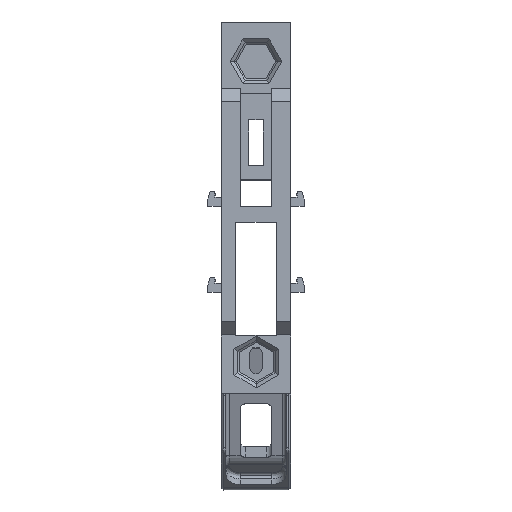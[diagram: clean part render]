
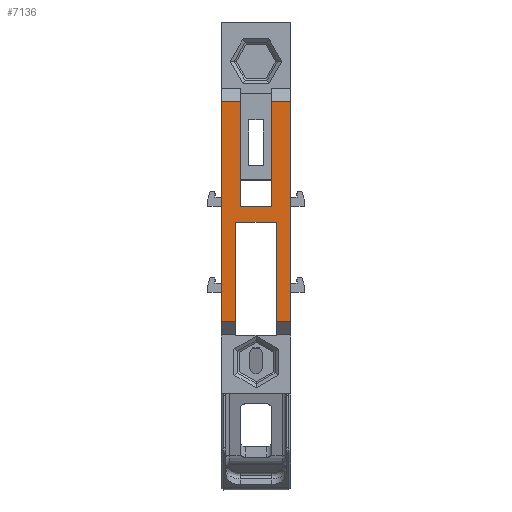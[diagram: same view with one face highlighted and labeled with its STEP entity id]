
A CAD part, top view. The second image highlights one B-rep face of the part: STEP entity #7136.
In plain terms, the highlighted planar face has unit normal (0, 0, 1).
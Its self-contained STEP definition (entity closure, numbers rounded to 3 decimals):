
#6204=CARTESIAN_POINT('',(8.85,681.771,-13.196));
#6205=VERTEX_POINT('',#6204);
#6212=CARTESIAN_POINT('',(8.85,741.341,-13.196));
#6213=VERTEX_POINT('',#6212);
#6214=CARTESIAN_POINT('',(8.85,741.341,-13.196));
#6215=DIRECTION('',(-0.,-1.,-0.));
#6216=VECTOR('',#6215,59.57);
#6217=LINE('',#6214,#6216);
#6218=EDGE_CURVE('',#6213,#6205,#6217,.T.);
#6993=CARTESIAN_POINT('',(19.6,741.341,-13.196));
#6994=VERTEX_POINT('',#6993);
#6995=CARTESIAN_POINT('',(19.6,741.341,-13.196));
#6996=DIRECTION('',(-1.,-0.,0.));
#6997=VECTOR('',#6996,10.75);
#6998=LINE('',#6995,#6997);
#6999=EDGE_CURVE('',#6994,#6213,#6998,.T.);
#7023=CARTESIAN_POINT('',(-8.85,741.341,-13.196));
#7024=VERTEX_POINT('',#7023);
#7025=CARTESIAN_POINT('',(-19.6,741.341,-13.196));
#7026=VERTEX_POINT('',#7025);
#7027=CARTESIAN_POINT('',(-8.85,741.341,-13.196));
#7028=DIRECTION('',(-1.,-0.,0.));
#7029=VECTOR('',#7028,10.75);
#7030=LINE('',#7027,#7029);
#7031=EDGE_CURVE('',#7024,#7026,#7030,.T.);
#7058=CARTESIAN_POINT('',(17.,679.071,-13.196));
#7059=DIRECTION('',(0.,0.,1.));
#7060=DIRECTION('',(1.,0.,0.));
#7061=AXIS2_PLACEMENT_3D('',#7058,#7059,#7060);
#7062=PLANE('',#7061);
#7063=ORIENTED_EDGE('',*,*,#6999,.T.);
#7064=ORIENTED_EDGE('',*,*,#6218,.T.);
#7065=CARTESIAN_POINT('',(-8.85,681.771,-13.196));
#7066=VERTEX_POINT('',#7065);
#7067=CARTESIAN_POINT('',(8.85,681.771,-13.196));
#7068=DIRECTION('',(-1.,-0.,0.));
#7069=VECTOR('',#7068,17.7);
#7070=LINE('',#7067,#7069);
#7071=EDGE_CURVE('',#6205,#7066,#7070,.T.);
#7072=ORIENTED_EDGE('',*,*,#7071,.T.);
#7073=CARTESIAN_POINT('',(-8.85,681.771,-13.196));
#7074=DIRECTION('',(0.,1.,0.));
#7075=VECTOR('',#7074,59.57);
#7076=LINE('',#7073,#7075);
#7077=EDGE_CURVE('',#7066,#7024,#7076,.T.);
#7078=ORIENTED_EDGE('',*,*,#7077,.T.);
#7079=ORIENTED_EDGE('',*,*,#7031,.T.);
#7080=CARTESIAN_POINT('',(-19.6,616.801,-13.196));
#7081=VERTEX_POINT('',#7080);
#7082=CARTESIAN_POINT('',(-19.6,616.801,-13.196));
#7083=DIRECTION('',(0.,1.,0.));
#7084=VECTOR('',#7083,124.54);
#7085=LINE('',#7082,#7084);
#7086=EDGE_CURVE('',#7081,#7026,#7085,.T.);
#7087=ORIENTED_EDGE('',*,*,#7086,.F.);
#7088=CARTESIAN_POINT('',(-11.5,616.801,-13.196));
#7089=VERTEX_POINT('',#7088);
#7090=CARTESIAN_POINT('',(-11.5,616.801,-13.196));
#7091=DIRECTION('',(-1.,-0.,0.));
#7092=VECTOR('',#7091,8.1);
#7093=LINE('',#7090,#7092);
#7094=EDGE_CURVE('',#7089,#7081,#7093,.T.);
#7095=ORIENTED_EDGE('',*,*,#7094,.F.);
#7096=CARTESIAN_POINT('',(-11.5,673.021,-13.196));
#7097=VERTEX_POINT('',#7096);
#7098=CARTESIAN_POINT('',(-11.5,673.021,-13.196));
#7099=DIRECTION('',(-0.,-1.,-0.));
#7100=VECTOR('',#7099,56.22);
#7101=LINE('',#7098,#7100);
#7102=EDGE_CURVE('',#7097,#7089,#7101,.T.);
#7103=ORIENTED_EDGE('',*,*,#7102,.F.);
#7104=CARTESIAN_POINT('',(11.5,673.021,-13.196));
#7105=VERTEX_POINT('',#7104);
#7106=CARTESIAN_POINT('',(-11.5,673.021,-13.196));
#7107=DIRECTION('',(1.,0.,-0.));
#7108=VECTOR('',#7107,23.);
#7109=LINE('',#7106,#7108);
#7110=EDGE_CURVE('',#7097,#7105,#7109,.T.);
#7111=ORIENTED_EDGE('',*,*,#7110,.T.);
#7112=CARTESIAN_POINT('',(11.5,616.801,-13.196));
#7113=VERTEX_POINT('',#7112);
#7114=CARTESIAN_POINT('',(11.5,616.801,-13.196));
#7115=DIRECTION('',(0.,1.,0.));
#7116=VECTOR('',#7115,56.22);
#7117=LINE('',#7114,#7116);
#7118=EDGE_CURVE('',#7113,#7105,#7117,.T.);
#7119=ORIENTED_EDGE('',*,*,#7118,.F.);
#7120=CARTESIAN_POINT('',(19.6,616.801,-13.196));
#7121=VERTEX_POINT('',#7120);
#7122=CARTESIAN_POINT('',(19.6,616.801,-13.196));
#7123=DIRECTION('',(-1.,-0.,0.));
#7124=VECTOR('',#7123,8.1);
#7125=LINE('',#7122,#7124);
#7126=EDGE_CURVE('',#7121,#7113,#7125,.T.);
#7127=ORIENTED_EDGE('',*,*,#7126,.F.);
#7128=CARTESIAN_POINT('',(19.6,616.801,-13.196));
#7129=DIRECTION('',(0.,1.,0.));
#7130=VECTOR('',#7129,124.54);
#7131=LINE('',#7128,#7130);
#7132=EDGE_CURVE('',#7121,#6994,#7131,.T.);
#7133=ORIENTED_EDGE('',*,*,#7132,.T.);
#7134=EDGE_LOOP('',(#7063,#7064,#7072,#7078,#7079,#7087,#7095,#7103,#7111,#7119,#7127,#7133));
#7135=FACE_BOUND('',#7134,.T.);
#7136=ADVANCED_FACE('',(#7135),#7062,.T.);
